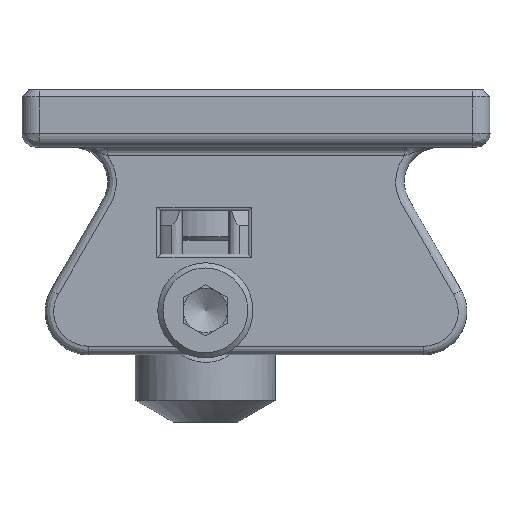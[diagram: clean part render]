
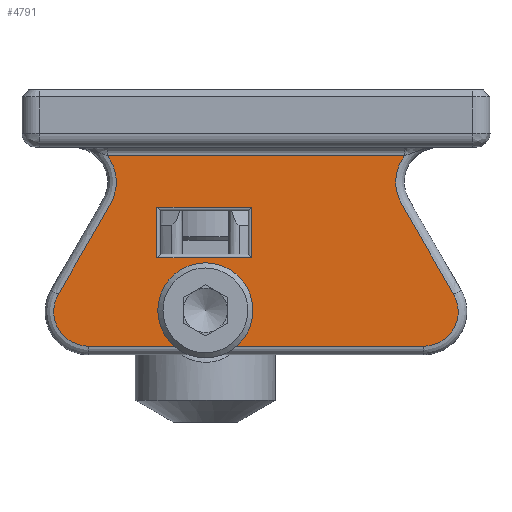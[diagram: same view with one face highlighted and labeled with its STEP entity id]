
A CAD part, front view. The second image highlights one B-rep face of the part: STEP entity #4791.
In plain terms, the highlighted planar face has unit normal (0, -1, 0).
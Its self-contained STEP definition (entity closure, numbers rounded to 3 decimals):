
#231=B_SPLINE_CURVE_WITH_KNOTS('',3,(#6864,#6865,#6866,#6867,#6868,#6869),
 .UNSPECIFIED.,.F.,.F.,(4,1,1,4),(0.,0.12,0.24,
0.419),.UNSPECIFIED.);
#232=B_SPLINE_CURVE_WITH_KNOTS('',3,(#6871,#6872,#6873,#6874,#6875,#6876,
#6877,#6878,#6879,#6880,#6881,#6882,#6883,#6884,#6885,#6886),
 .UNSPECIFIED.,.F.,.F.,(4,2,1,2,2,1,1,1,2,4),(0.449,0.526,
0.676,0.726,0.786,0.827,
0.868,0.95,1.114,1.346),
 .UNSPECIFIED.);
#233=B_SPLINE_CURVE_WITH_KNOTS('',3,(#6890,#6891,#6892,#6893,#6894,#6895,
#6896,#6897,#6898,#6899,#6900,#6901,#6902,#6903,#6904,#6905,#6906,#6907,
#6908,#6909,#6910,#6911,#6912,#6913,#6914,#6915,#6916),.UNSPECIFIED.,.F.,
 .F.,(4,2,1,1,1,1,2,1,1,1,2,1,1,1,1,1,1,1,1,2,4),(0.,
0.232,0.478,0.499,0.519,
0.54,0.56,0.568,0.575,
0.59,0.62,0.645,0.67,
0.695,0.72,0.732,0.745,0.77,
0.795,0.82,0.897),.UNSPECIFIED.);
#234=B_SPLINE_CURVE_WITH_KNOTS('',3,(#6917,#6918,#6919,#6920,#6921,#6922),
 .UNSPECIFIED.,.F.,.F.,(4,1,1,4),(0.,0.18,0.299,
0.419),.UNSPECIFIED.);
#445=FACE_BOUND('',#907,.T.);
#446=FACE_BOUND('',#908,.T.);
#473=CIRCLE('',#5152,1.7);
#616=FACE_OUTER_BOUND('',#906,.T.);
#906=EDGE_LOOP('',(#3247,#3248,#3249,#3250,#3251,#3252));
#907=EDGE_LOOP('',(#3253));
#908=EDGE_LOOP('',(#3254,#3255,#3256,#3257));
#1231=LINE('',#6855,#1599);
#1233=LINE('',#6862,#1601);
#1234=LINE('',#6888,#1602);
#1235=LINE('',#6926,#1603);
#1236=LINE('',#6928,#1604);
#1237=LINE('',#6929,#1605);
#1599=VECTOR('',#5617,10.);
#1601=VECTOR('',#5623,10.);
#1602=VECTOR('',#5624,10.);
#1603=VECTOR('',#5627,10.);
#1604=VECTOR('',#5628,10.);
#1605=VECTOR('',#5629,10.);
#1980=VERTEX_POINT('',#6852);
#1981=VERTEX_POINT('',#6854);
#1983=VERTEX_POINT('',#6860);
#1984=VERTEX_POINT('',#6861);
#1985=VERTEX_POINT('',#6863);
#1986=VERTEX_POINT('',#6870);
#1987=VERTEX_POINT('',#6887);
#1988=VERTEX_POINT('',#6889);
#1989=VERTEX_POINT('',#6923);
#1990=VERTEX_POINT('',#6925);
#1991=VERTEX_POINT('',#6927);
#2469=EDGE_CURVE('',#1980,#1981,#1231,.T.);
#2472=EDGE_CURVE('',#1983,#1984,#1233,.T.);
#2473=EDGE_CURVE('',#1985,#1983,#231,.T.);
#2474=EDGE_CURVE('',#1986,#1985,#232,.T.);
#2475=EDGE_CURVE('',#1987,#1986,#1234,.T.);
#2476=EDGE_CURVE('',#1988,#1987,#233,.T.);
#2477=EDGE_CURVE('',#1984,#1988,#234,.T.);
#2478=EDGE_CURVE('',#1989,#1989,#473,.T.);
#2479=EDGE_CURVE('',#1981,#1990,#1235,.T.);
#2480=EDGE_CURVE('',#1991,#1980,#1236,.T.);
#2481=EDGE_CURVE('',#1990,#1991,#1237,.T.);
#3247=ORIENTED_EDGE('',*,*,#2472,.F.);
#3248=ORIENTED_EDGE('',*,*,#2473,.F.);
#3249=ORIENTED_EDGE('',*,*,#2474,.F.);
#3250=ORIENTED_EDGE('',*,*,#2475,.F.);
#3251=ORIENTED_EDGE('',*,*,#2476,.F.);
#3252=ORIENTED_EDGE('',*,*,#2477,.F.);
#3253=ORIENTED_EDGE('',*,*,#2478,.F.);
#3254=ORIENTED_EDGE('',*,*,#2479,.F.);
#3255=ORIENTED_EDGE('',*,*,#2469,.F.);
#3256=ORIENTED_EDGE('',*,*,#2480,.F.);
#3257=ORIENTED_EDGE('',*,*,#2481,.F.);
#4661=PLANE('',#5151);
#4791=ADVANCED_FACE('',(#616,#445,#446),#4661,.F.);
#5151=AXIS2_PLACEMENT_3D('',#6859,#5621,#5622);
#5152=AXIS2_PLACEMENT_3D('',#6924,#5625,#5626);
#5617=DIRECTION('',(1.,0.,0.));
#5621=DIRECTION('center_axis',(0.,1.,0.));
#5622=DIRECTION('ref_axis',(0.,0.,
-1.));
#5623=DIRECTION('',(-1.,0.,0.));
#5624=DIRECTION('',(1.,0.,0.));
#5625=DIRECTION('center_axis',(0.,-1.,0.));
#5626=DIRECTION('ref_axis',(0.,0.,
1.));
#5627=DIRECTION('',(0.,0.,1.));
#5628=DIRECTION('',(0.,0.,-1.));
#5629=DIRECTION('',(-1.,0.,0.));
#6852=CARTESIAN_POINT('',(22.901,-4.076,10.318));
#6854=CARTESIAN_POINT('',(28.375,-4.076,10.318));
#6855=CARTESIAN_POINT('',(33.848,-4.076,10.318));
#6859=CARTESIAN_POINT('Origin',(42.144,-4.076,16.7));
#6860=CARTESIAN_POINT('',(38.305,-4.076,5.197));
#6861=CARTESIAN_POINT('',(18.95,-4.076,5.197));
#6862=CARTESIAN_POINT('',(42.144,-4.076,5.197));
#6863=CARTESIAN_POINT('',(40.045,-4.076,8.195));
#6864=CARTESIAN_POINT('Ctrl Pts',(40.045,-4.076,8.195));
#6865=CARTESIAN_POINT('Ctrl Pts',(40.245,-4.076,7.849));
#6866=CARTESIAN_POINT('Ctrl Pts',(40.429,-4.076,7.037));
#6867=CARTESIAN_POINT('Ctrl Pts',(39.892,-4.076,5.674));
#6868=CARTESIAN_POINT('Ctrl Pts',(38.904,-4.076,5.197));
#6869=CARTESIAN_POINT('Ctrl Pts',(38.305,-4.076,5.197));
#6870=CARTESIAN_POINT('',(37.215,-4.076,16.2));
#6871=CARTESIAN_POINT('Ctrl Pts',(37.215,-4.076,16.199));
#6872=CARTESIAN_POINT('Ctrl Pts',(37.056,-4.076,15.994));
#6873=CARTESIAN_POINT('Ctrl Pts',(36.928,-4.076,15.765));
#6874=CARTESIAN_POINT('Ctrl Pts',(36.672,-4.076,15.051));
#6875=CARTESIAN_POINT('Ctrl Pts',(36.645,-4.076,14.352));
#6876=CARTESIAN_POINT('Ctrl Pts',(36.884,-4.076,13.723));
#6877=CARTESIAN_POINT('Ctrl Pts',(37.049,-4.076,13.396));
#6878=CARTESIAN_POINT('Ctrl Pts',(37.143,-4.076,13.221));
#6879=CARTESIAN_POINT('Ctrl Pts',(37.311,-4.076,12.93));
#6880=CARTESIAN_POINT('Ctrl Pts',(37.448,-4.076,12.693));
#6881=CARTESIAN_POINT('Ctrl Pts',(37.722,-4.076,12.219));
#6882=CARTESIAN_POINT('Ctrl Pts',(38.201,-4.076,11.39));
#6883=CARTESIAN_POINT('Ctrl Pts',(38.611,-4.076,10.679));
#6884=CARTESIAN_POINT('Ctrl Pts',(39.271,-4.076,9.535));
#6885=CARTESIAN_POINT('Ctrl Pts',(39.658,-4.076,8.865));
#6886=CARTESIAN_POINT('Ctrl Pts',(40.045,-4.076,8.195));
#6887=CARTESIAN_POINT('',(20.04,-4.076,16.2));
#6888=CARTESIAN_POINT('',(42.144,-4.076,16.2));
#6889=CARTESIAN_POINT('',(17.21,-4.076,8.195));
#6890=CARTESIAN_POINT('Ctrl Pts',(17.21,-4.076,8.195));
#6891=CARTESIAN_POINT('Ctrl Pts',(17.597,-4.076,8.865));
#6892=CARTESIAN_POINT('Ctrl Pts',(17.984,-4.076,9.535));
#6893=CARTESIAN_POINT('Ctrl Pts',(18.781,-4.076,10.916));
#6894=CARTESIAN_POINT('Ctrl Pts',(19.226,-4.076,11.686));
#6895=CARTESIAN_POINT('Ctrl Pts',(19.705,-4.076,12.515));
#6896=CARTESIAN_POINT('Ctrl Pts',(19.807,-4.076,12.692));
#6897=CARTESIAN_POINT('Ctrl Pts',(19.91,-4.076,12.87));
#6898=CARTESIAN_POINT('Ctrl Pts',(19.978,-4.076,12.988));
#6899=CARTESIAN_POINT('Ctrl Pts',(20.025,-4.076,13.069));
#6900=CARTESIAN_POINT('Ctrl Pts',(20.05,-4.076,13.113));
#6901=CARTESIAN_POINT('Ctrl Pts',(20.099,-4.076,13.199));
#6902=CARTESIAN_POINT('Ctrl Pts',(20.182,-4.076,13.352));
#6903=CARTESIAN_POINT('Ctrl Pts',(20.251,-4.076,13.485));
#6904=CARTESIAN_POINT('Ctrl Pts',(20.334,-4.076,13.648));
#6905=CARTESIAN_POINT('Ctrl Pts',(20.401,-4.076,13.8));
#6906=CARTESIAN_POINT('Ctrl Pts',(20.478,-4.076,14.04));
#6907=CARTESIAN_POINT('Ctrl Pts',(20.53,-4.076,14.286));
#6908=CARTESIAN_POINT('Ctrl Pts',(20.553,-4.076,14.494));
#6909=CARTESIAN_POINT('Ctrl Pts',(20.559,-4.076,14.66));
#6910=CARTESIAN_POINT('Ctrl Pts',(20.556,-4.076,14.828));
#6911=CARTESIAN_POINT('Ctrl Pts',(20.538,-4.076,15.037));
#6912=CARTESIAN_POINT('Ctrl Pts',(20.49,-4.076,15.285));
#6913=CARTESIAN_POINT('Ctrl Pts',(20.442,-4.076,15.445));
#6914=CARTESIAN_POINT('Ctrl Pts',(20.327,-4.076,15.766));
#6915=CARTESIAN_POINT('Ctrl Pts',(20.199,-4.076,15.995));
#6916=CARTESIAN_POINT('Ctrl Pts',(20.04,-4.076,16.199));
#6917=CARTESIAN_POINT('Ctrl Pts',(18.95,-4.076,5.197));
#6918=CARTESIAN_POINT('Ctrl Pts',(18.351,-4.076,5.197));
#6919=CARTESIAN_POINT('Ctrl Pts',(17.363,-4.076,5.674));
#6920=CARTESIAN_POINT('Ctrl Pts',(16.826,-4.076,7.037));
#6921=CARTESIAN_POINT('Ctrl Pts',(17.01,-4.076,7.849));
#6922=CARTESIAN_POINT('Ctrl Pts',(17.21,-4.076,8.195));
#6923=CARTESIAN_POINT('',(25.703,-4.076,5.569));
#6924=CARTESIAN_POINT('Origin',(25.703,-4.076,7.269));
#6925=CARTESIAN_POINT('',(28.375,-4.076,13.211));
#6926=CARTESIAN_POINT('',(28.375,-4.076,14.855));
#6927=CARTESIAN_POINT('',(22.901,-4.076,13.211));
#6928=CARTESIAN_POINT('',(22.901,-4.076,13.009));
#6929=CARTESIAN_POINT('',(41.909,-4.076,13.211));
